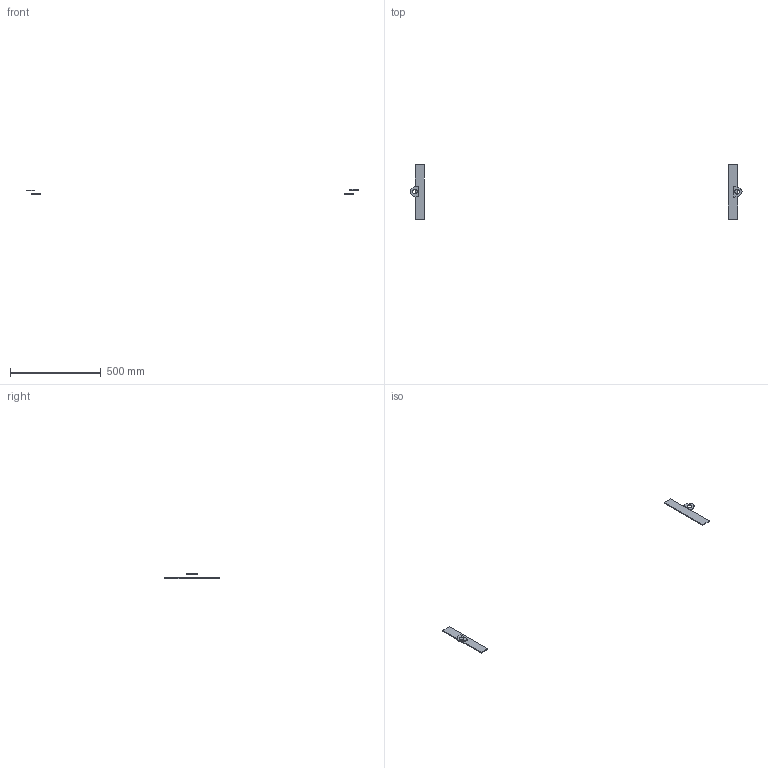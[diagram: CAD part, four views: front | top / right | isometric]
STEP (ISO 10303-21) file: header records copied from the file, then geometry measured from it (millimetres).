
FILE_DESCRIPTION(/* description */ (''),/* implementation_level */ '2;1');
FILE_NAME(/* name */ 'hitch and jack points v1.step',/* time_stamp */ '2023-02-24T19:53:02+05:30',/* author */ (''),/* organization */ (''),/* preprocessor_version */ 'ST-DEVELOPER v19.2',/* originating_system */ 'Autodesk Translation Framework v11.17.0.187',/* authorisation */ '');
FILE_SCHEMA (('AUTOMOTIVE_DESIGN { 1 0 10303 214 3 1 1 }'));
Length unit declared in the file: inch
Products named in the file (1): hitch and jack points
Bounding box: 1834.17 x 300.84 x 32.03 mm (x, y, z)
Volume: 169641.8 mm3; surface area: 109600.4 mm2
Topology: 4 solids, 7 shells, 25 faces, 53 edges, 39 vertices
Faces by surface type: plane 21, cylinder 2, bspline 2
Full cylindrical faces by diameter (mm): 25.4 x2
Entity records: 729 total; most frequent: CARTESIAN_POINT 136, DIRECTION 111, ORIENTED_EDGE 95, EDGE_CURVE 53, LINE 43, VECTOR 43, VERTEX_POINT 39, AXIS2_PLACEMENT_3D 34
